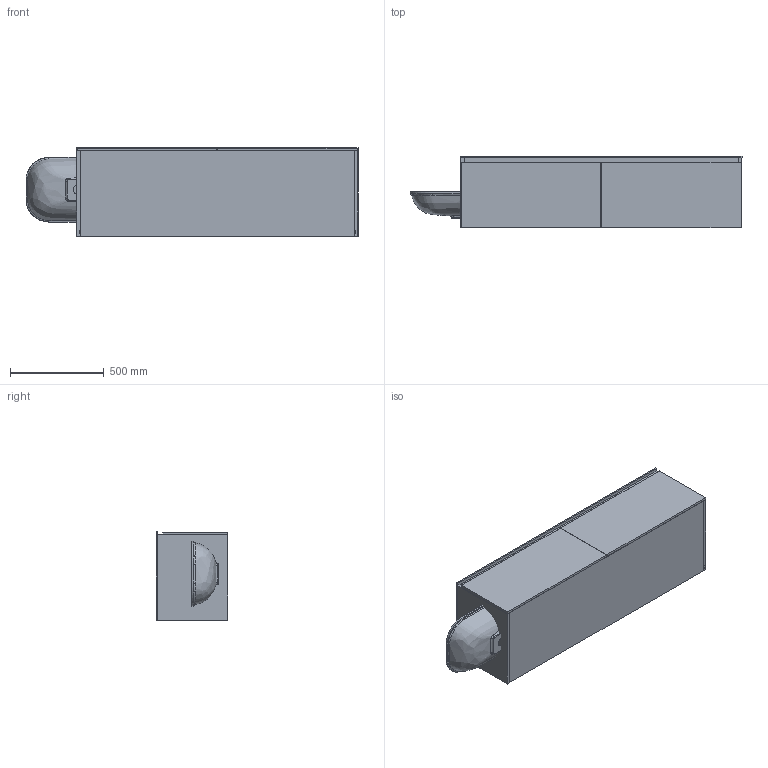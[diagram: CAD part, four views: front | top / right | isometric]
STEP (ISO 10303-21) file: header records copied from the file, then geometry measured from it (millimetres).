
FILE_DESCRIPTION (( 'STEP AP214' ), '1' );
FILE_NAME ('WP1500375-2AUSNCUR-47.STEP', '2020-08-07T08:40:17', ( 'User' ), ( '' ), 'SwSTEP 2.0', 'SolidWorks 2019', '' );
FILE_SCHEMA (( 'AUTOMOTIVE_DESIGN' ));
Length unit declared in the file: millimetre
Products named in the file (5): WP 1500375-2AUSNCUR-47_us_MDF lackiert<Wie bearbeitet>; WP 1500375-2AUSNCUR-47_us; WP1500375-2AUSNCUR-47; WP 1500375-2AUSNCUR-47_wt_Mit Hahnloch ohne šberlauf; WP 1500375-2AUSNCUR-47_wt
Assembly tree (2 placements, depth 2):
  WP 1500375-2AUSNCUR-47_us
  WP1500375-2AUSNCUR-47
    WP 1500375-2AUSNCUR-47_wt_Mit Hahnloch ohne šberlauf
    WP 1500375-2AUSNCUR-47_us_MDF lackiert<Wie bearbeitet>
  WP 1500375-2AUSNCUR-47_wt
Bounding box: 1768.18 x 382 x 470 mm (x, y, z)
Volume: 60223255.5 mm3; surface area: 8385446.2 mm2
Topology: 22 solids, 22 shells, 340 faces, 870 edges, 576 vertices
Faces by surface type: plane 216, bspline 62, cylinder 60, cone 2
Entity records: 29899 total; most frequent: CARTESIAN_POINT 21631, ORIENTED_EDGE 1740, DIRECTION 1466, EDGE_CURVE 870, VERTEX_POINT 576, VECTOR 538, LINE 538, AXIS2_PLACEMENT_3D 464
